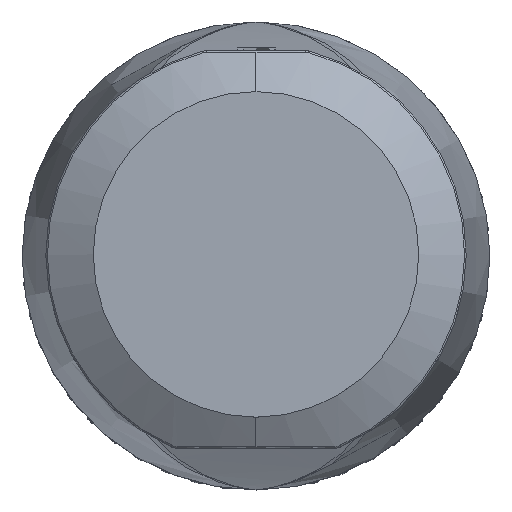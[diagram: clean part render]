
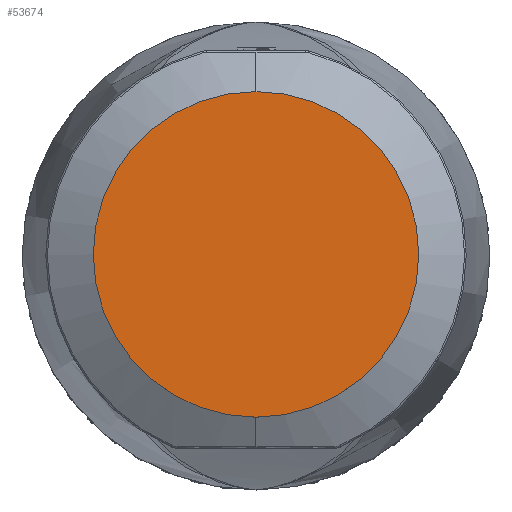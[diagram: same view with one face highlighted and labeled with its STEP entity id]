
A CAD part, top view. The second image highlights one B-rep face of the part: STEP entity #53674.
In plain terms, the highlighted planar face has unit normal (0, 0, 1).
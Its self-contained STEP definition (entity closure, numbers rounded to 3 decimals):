
#9369 = EDGE_CURVE ( 'NONE', #12000, #53683, #29661, .T. ) ;
#9952 = DIRECTION ( 'NONE',  ( 1., 0., 0. ) ) ;
#11729 = DIRECTION ( 'NONE',  ( 1., 0., 0. ) ) ;
#12000 = VERTEX_POINT ( 'NONE', #13825 ) ;
#13825 = CARTESIAN_POINT ( 'NONE',  ( -5.15, 0., 31.207 ) ) ;
#14241 = CARTESIAN_POINT ( 'NONE',  ( 0., 0., 31.207 ) ) ;
#17090 = CARTESIAN_POINT ( 'NONE',  ( 0., 0., 31.207 ) ) ;
#18116 = ORIENTED_EDGE ( 'NONE', *, *, #18684, .T. ) ;
#18684 = EDGE_CURVE ( 'NONE', #53683, #12000, #21057, .T. ) ;
#19462 = DIRECTION ( 'NONE',  ( 0., 0., 1. ) ) ;
#19876 = ORIENTED_EDGE ( 'NONE', *, *, #9369, .T. ) ;
#21057 = CIRCLE ( 'NONE', #37621, 5.15 ) ;
#29661 = CIRCLE ( 'NONE', #33279, 5.15 ) ;
#33279 = AXIS2_PLACEMENT_3D ( 'NONE', #17090, #45578, #11729 ) ;
#33884 = CARTESIAN_POINT ( 'NONE',  ( 0., 0., 31.207 ) ) ;
#37354 = DIRECTION ( 'NONE',  ( 0., 0., 1. ) ) ;
#37524 = FACE_OUTER_BOUND ( 'NONE', #50179, .T. ) ;
#37621 = AXIS2_PLACEMENT_3D ( 'NONE', #14241, #37354, #9952 ) ;
#38390 = CARTESIAN_POINT ( 'NONE',  ( 5.15, 0., 31.207 ) ) ;
#45578 = DIRECTION ( 'NONE',  ( 0., 0., 1. ) ) ;
#47746 = PLANE ( 'NONE',  #59172 ) ;
#48144 = DIRECTION ( 'NONE',  ( 1., 0., 0. ) ) ;
#50179 = EDGE_LOOP ( 'NONE', ( #18116, #19876 ) ) ;
#53674 = ADVANCED_FACE ( 'NONE', ( #37524 ), #47746, .T. ) ;
#53683 = VERTEX_POINT ( 'NONE', #38390 ) ;
#59172 = AXIS2_PLACEMENT_3D ( 'NONE', #33884, #19462, #48144 ) ;
